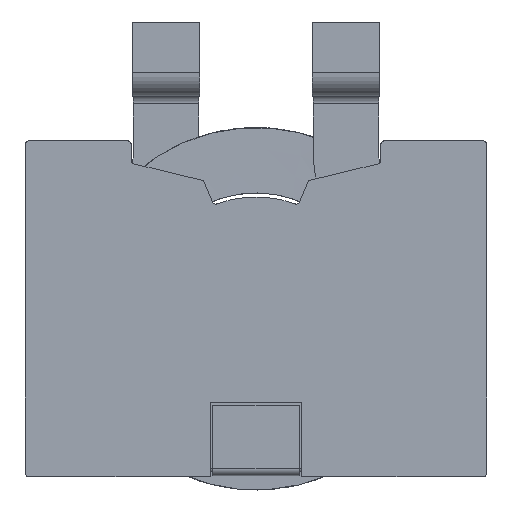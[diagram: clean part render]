
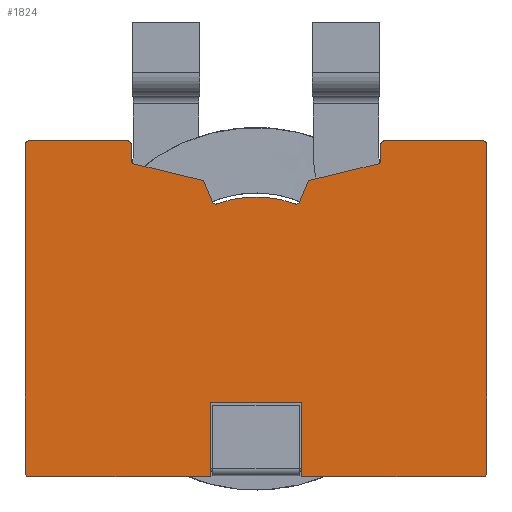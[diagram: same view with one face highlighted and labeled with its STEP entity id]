
A CAD part, left-side view. The second image highlights one B-rep face of the part: STEP entity #1824.
In plain terms, the highlighted planar face has unit normal (-1, 0, 0).
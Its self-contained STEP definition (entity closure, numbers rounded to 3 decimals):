
#16=CARTESIAN_POINT('',(0.,-13.2,9.55));
#17=DIRECTION('',(-1.,0.,0.));
#18=DIRECTION('',(0.,-1.,0.));
#19=AXIS2_PLACEMENT_3D('',#16,#17,#18);
#25=DIRECTION('',(0.,0.,-1.));
#26=VECTOR('',#25,19.1);
#27=CARTESIAN_POINT('',(0.,-13.4,9.55));
#28=LINE('',#27,#26);
#32=CARTESIAN_POINT('',(0.,-13.2,-9.55));
#33=DIRECTION('',(-1.,0.,0.));
#34=DIRECTION('',(0.,0.,-1.));
#35=AXIS2_PLACEMENT_3D('',#32,#33,#34);
#40=DIRECTION('',(0.,1.,0.));
#41=VECTOR('',#40,10.55);
#42=CARTESIAN_POINT('',(0.,-13.2,-9.75));
#43=LINE('',#42,#41);
#47=DIRECTION('',(0.,0.,1.));
#48=VECTOR('',#47,4.3);
#49=CARTESIAN_POINT('',(0.,-2.65,-9.75));
#50=LINE('',#49,#48);
#54=DIRECTION('',(0.,1.,0.));
#55=VECTOR('',#54,5.3);
#56=CARTESIAN_POINT('',(0.,-2.65,-5.45));
#57=LINE('',#56,#55);
#61=DIRECTION('',(0.,0.,1.));
#62=VECTOR('',#61,4.3);
#63=CARTESIAN_POINT('',(0.,2.65,-9.75));
#64=LINE('',#63,#62);
#68=DIRECTION('',(0.,1.,0.));
#69=VECTOR('',#68,10.55);
#70=CARTESIAN_POINT('',(0.,2.65,-9.75));
#71=LINE('',#70,#69);
#75=CARTESIAN_POINT('',(0.,13.2,-9.55));
#76=DIRECTION('',(-1.,0.,0.));
#77=DIRECTION('',(0.,1.,0.));
#78=AXIS2_PLACEMENT_3D('',#75,#76,#77);
#83=DIRECTION('',(0.,0.,1.));
#84=VECTOR('',#83,19.1);
#85=CARTESIAN_POINT('',(0.,13.4,-9.55));
#86=LINE('',#85,#84);
#90=CARTESIAN_POINT('',(0.,13.2,9.55));
#91=DIRECTION('',(-1.,0.,0.));
#92=DIRECTION('',(0.,0.,1.));
#93=AXIS2_PLACEMENT_3D('',#90,#91,#92);
#98=DIRECTION('',(0.,-1.,0.));
#99=VECTOR('',#98,5.75);
#100=CARTESIAN_POINT('',(0.,13.2,9.75));
#101=LINE('',#100,#99);
#105=CARTESIAN_POINT('',(0.,7.45,9.55));
#106=DIRECTION('',(-1.,0.,0.));
#107=DIRECTION('',(0.,-1.,0.));
#108=AXIS2_PLACEMENT_3D('',#105,#106,#107);
#113=DIRECTION('',(0.,0.,-1.));
#114=VECTOR('',#113,0.942);
#115=CARTESIAN_POINT('',(0.,7.25,9.55));
#116=LINE('',#115,#114);
#120=DIRECTION('',(0.,-0.972,-0.233));
#121=VECTOR('',#120,4.06);
#122=CARTESIAN_POINT('',(0.,7.097,8.413));
#123=LINE('',#122,#121);
#127=CARTESIAN_POINT('',(0.,3.196,7.271));
#128=DIRECTION('',(-1.,0.,0.));
#129=DIRECTION('',(0.,-0.924,0.383));
#130=AXIS2_PLACEMENT_3D('',#127,#128,#129);
#135=DIRECTION('',(0.,-0.383,-0.924));
#136=VECTOR('',#135,1.244);
#137=CARTESIAN_POINT('',(0.,3.011,7.347));
#138=LINE('',#137,#136);
#142=CARTESIAN_POINT('',(0.,0.,0.));
#143=DIRECTION('',(1.,0.,0.));
#144=DIRECTION('',(0.,0.351,0.936));
#145=AXIS2_PLACEMENT_3D('',#142,#143,#144);
#150=DIRECTION('',(0.,-0.383,0.924));
#151=VECTOR('',#150,1.244);
#152=CARTESIAN_POINT('',(0.,-2.535,6.198));
#153=LINE('',#152,#151);
#157=CARTESIAN_POINT('',(0.,-3.196,7.271));
#158=DIRECTION('',(-1.,0.,0.));
#159=DIRECTION('',(0.,0.233,0.972));
#160=AXIS2_PLACEMENT_3D('',#157,#158,#159);
#165=DIRECTION('',(0.,-0.972,0.233));
#166=VECTOR('',#165,4.06);
#167=CARTESIAN_POINT('',(0.,-3.149,7.465));
#168=LINE('',#167,#166);
#172=DIRECTION('',(0.,0.,1.));
#173=VECTOR('',#172,0.942);
#174=CARTESIAN_POINT('',(0.,-7.25,8.608));
#175=LINE('',#174,#173);
#179=CARTESIAN_POINT('',(0.,-7.45,9.55));
#180=DIRECTION('',(-1.,0.,0.));
#181=DIRECTION('',(0.,0.,1.));
#182=AXIS2_PLACEMENT_3D('',#179,#180,#181);
#187=DIRECTION('',(0.,-1.,0.));
#188=VECTOR('',#187,5.75);
#189=CARTESIAN_POINT('',(0.,-7.45,9.75));
#190=LINE('',#189,#188);
#222=CARTESIAN_POINT('',(0.,-7.05,8.608));
#223=DIRECTION('',(1.,0.,0.));
#224=DIRECTION('',(0.,-1.,0.));
#225=AXIS2_PLACEMENT_3D('',#222,#223,#224);
#266=CARTESIAN_POINT('',(0.,-2.35,6.274));
#267=DIRECTION('',(1.,0.,0.));
#268=DIRECTION('',(0.,-0.924,-0.383));
#269=AXIS2_PLACEMENT_3D('',#266,#267,#268);
#296=CARTESIAN_POINT('',(0.,2.35,6.274));
#297=DIRECTION('',(1.,0.,0.));
#298=DIRECTION('',(0.,-0.351,-0.936));
#299=AXIS2_PLACEMENT_3D('',#296,#297,#298);
#340=CARTESIAN_POINT('',(0.,7.05,8.608));
#341=DIRECTION('',(1.,0.,0.));
#342=DIRECTION('',(0.,0.233,-0.972));
#343=AXIS2_PLACEMENT_3D('',#340,#341,#342);
#1513=CARTESIAN_POINT('',(0.,-2.65,-9.75));
#1514=CARTESIAN_POINT('',(0.,-2.65,-5.45));
#1515=VERTEX_POINT('',#1513);
#1516=VERTEX_POINT('',#1514);
#1517=CARTESIAN_POINT('',(0.,2.65,-5.45));
#1518=VERTEX_POINT('',#1517);
#1519=CARTESIAN_POINT('',(0.,2.65,-9.75));
#1520=VERTEX_POINT('',#1519);
#1581=CARTESIAN_POINT('',(0.,-7.25,8.608));
#1583=VERTEX_POINT('',#1581);
#1585=CARTESIAN_POINT('',(0.,-7.097,8.413));
#1587=VERTEX_POINT('',#1585);
#1589=CARTESIAN_POINT('',(0.,-2.535,6.198));
#1591=VERTEX_POINT('',#1589);
#1593=CARTESIAN_POINT('',(0.,-2.28,6.087));
#1595=VERTEX_POINT('',#1593);
#1597=CARTESIAN_POINT('',(0.,2.28,6.087));
#1599=VERTEX_POINT('',#1597);
#1601=CARTESIAN_POINT('',(0.,2.535,6.198));
#1603=VERTEX_POINT('',#1601);
#1605=CARTESIAN_POINT('',(0.,7.097,8.413));
#1607=VERTEX_POINT('',#1605);
#1609=CARTESIAN_POINT('',(0.,7.25,8.608));
#1611=VERTEX_POINT('',#1609);
#1613=CARTESIAN_POINT('',(0.,-7.45,9.75));
#1614=CARTESIAN_POINT('',(0.,-7.25,9.55));
#1615=VERTEX_POINT('',#1613);
#1616=VERTEX_POINT('',#1614);
#1621=CARTESIAN_POINT('',(0.,-3.149,7.465));
#1622=CARTESIAN_POINT('',(0.,-3.011,7.347));
#1623=VERTEX_POINT('',#1621);
#1624=VERTEX_POINT('',#1622);
#1629=CARTESIAN_POINT('',(0.,3.011,7.347));
#1630=CARTESIAN_POINT('',(0.,3.149,7.465));
#1631=VERTEX_POINT('',#1629);
#1632=VERTEX_POINT('',#1630);
#1637=CARTESIAN_POINT('',(0.,7.25,9.55));
#1638=CARTESIAN_POINT('',(0.,7.45,9.75));
#1639=VERTEX_POINT('',#1637);
#1640=VERTEX_POINT('',#1638);
#1713=CARTESIAN_POINT('',(0.,-13.4,9.55));
#1714=CARTESIAN_POINT('',(0.,-13.2,9.75));
#1715=VERTEX_POINT('',#1713);
#1716=VERTEX_POINT('',#1714);
#1721=CARTESIAN_POINT('',(0.,13.2,9.75));
#1722=CARTESIAN_POINT('',(0.,13.4,9.55));
#1723=VERTEX_POINT('',#1721);
#1724=VERTEX_POINT('',#1722);
#1729=CARTESIAN_POINT('',(0.,13.4,-9.55));
#1730=CARTESIAN_POINT('',(0.,13.2,-9.75));
#1731=VERTEX_POINT('',#1729);
#1732=VERTEX_POINT('',#1730);
#1737=CARTESIAN_POINT('',(0.,-13.2,-9.75));
#1738=CARTESIAN_POINT('',(0.,-13.4,-9.55));
#1739=VERTEX_POINT('',#1737);
#1740=VERTEX_POINT('',#1738);
#1761=CARTESIAN_POINT('',(0.,0.,0.));
#1762=DIRECTION('',(1.,0.,0.));
#1763=DIRECTION('',(0.,-1.,0.));
#1764=AXIS2_PLACEMENT_3D('',#1761,#1762,#1763);
#1765=PLANE('',#1764);
#1767=ORIENTED_EDGE('',*,*,#1766,.F.);
#1769=ORIENTED_EDGE('',*,*,#1768,.T.);
#1771=ORIENTED_EDGE('',*,*,#1770,.F.);
#1773=ORIENTED_EDGE('',*,*,#1772,.T.);
#1775=ORIENTED_EDGE('',*,*,#1774,.T.);
#1777=ORIENTED_EDGE('',*,*,#1776,.T.);
#1779=ORIENTED_EDGE('',*,*,#1778,.F.);
#1781=ORIENTED_EDGE('',*,*,#1780,.T.);
#1783=ORIENTED_EDGE('',*,*,#1782,.F.);
#1785=ORIENTED_EDGE('',*,*,#1784,.T.);
#1787=ORIENTED_EDGE('',*,*,#1786,.F.);
#1789=ORIENTED_EDGE('',*,*,#1788,.T.);
#1791=ORIENTED_EDGE('',*,*,#1790,.F.);
#1793=ORIENTED_EDGE('',*,*,#1792,.T.);
#1795=ORIENTED_EDGE('',*,*,#1794,.F.);
#1797=ORIENTED_EDGE('',*,*,#1796,.T.);
#1799=ORIENTED_EDGE('',*,*,#1798,.F.);
#1801=ORIENTED_EDGE('',*,*,#1800,.T.);
#1803=ORIENTED_EDGE('',*,*,#1802,.F.);
#1805=ORIENTED_EDGE('',*,*,#1804,.T.);
#1807=ORIENTED_EDGE('',*,*,#1806,.F.);
#1809=ORIENTED_EDGE('',*,*,#1808,.T.);
#1811=ORIENTED_EDGE('',*,*,#1810,.F.);
#1813=ORIENTED_EDGE('',*,*,#1812,.T.);
#1815=ORIENTED_EDGE('',*,*,#1814,.F.);
#1817=ORIENTED_EDGE('',*,*,#1816,.T.);
#1819=ORIENTED_EDGE('',*,*,#1818,.F.);
#1821=ORIENTED_EDGE('',*,*,#1820,.T.);
#1822=EDGE_LOOP('',(#1767,#1769,#1771,#1773,#1775,#1777,#1779,#1781,#1783,#1785,
#1787,#1789,#1791,#1793,#1795,#1797,#1799,#1801,#1803,#1805,#1807,#1809,#1811,
#1813,#1815,#1817,#1819,#1821));
#1823=FACE_OUTER_BOUND('',#1822,.F.);
#20=CIRCLE('',#19,0.2);
#36=CIRCLE('',#35,0.2);
#79=CIRCLE('',#78,0.2);
#94=CIRCLE('',#93,0.2);
#109=CIRCLE('',#108,0.2);
#131=CIRCLE('',#130,0.2);
#146=CIRCLE('',#145,6.5);
#161=CIRCLE('',#160,0.2);
#183=CIRCLE('',#182,0.2);
#226=CIRCLE('',#225,0.2);
#270=CIRCLE('',#269,0.2);
#300=CIRCLE('',#299,0.2);
#344=CIRCLE('',#343,0.2);
#1766=EDGE_CURVE('',#1715,#1716,#20,.T.);
#1768=EDGE_CURVE('',#1715,#1740,#28,.T.);
#1770=EDGE_CURVE('',#1739,#1740,#36,.T.);
#1772=EDGE_CURVE('',#1739,#1515,#43,.T.);
#1774=EDGE_CURVE('',#1515,#1516,#50,.T.);
#1776=EDGE_CURVE('',#1516,#1518,#57,.T.);
#1778=EDGE_CURVE('',#1520,#1518,#64,.T.);
#1780=EDGE_CURVE('',#1520,#1732,#71,.T.);
#1782=EDGE_CURVE('',#1731,#1732,#79,.T.);
#1784=EDGE_CURVE('',#1731,#1724,#86,.T.);
#1786=EDGE_CURVE('',#1723,#1724,#94,.T.);
#1788=EDGE_CURVE('',#1723,#1640,#101,.T.);
#1790=EDGE_CURVE('',#1639,#1640,#109,.T.);
#1792=EDGE_CURVE('',#1639,#1611,#116,.T.);
#1794=EDGE_CURVE('',#1607,#1611,#344,.T.);
#1796=EDGE_CURVE('',#1607,#1632,#123,.T.);
#1798=EDGE_CURVE('',#1631,#1632,#131,.T.);
#1800=EDGE_CURVE('',#1631,#1603,#138,.T.);
#1802=EDGE_CURVE('',#1599,#1603,#300,.T.);
#1804=EDGE_CURVE('',#1599,#1595,#146,.T.);
#1806=EDGE_CURVE('',#1591,#1595,#270,.T.);
#1808=EDGE_CURVE('',#1591,#1624,#153,.T.);
#1810=EDGE_CURVE('',#1623,#1624,#161,.T.);
#1812=EDGE_CURVE('',#1623,#1587,#168,.T.);
#1814=EDGE_CURVE('',#1583,#1587,#226,.T.);
#1816=EDGE_CURVE('',#1583,#1616,#175,.T.);
#1818=EDGE_CURVE('',#1615,#1616,#183,.T.);
#1820=EDGE_CURVE('',#1615,#1716,#190,.T.);
#1824=ADVANCED_FACE('',(#1823),#1765,.F.);
